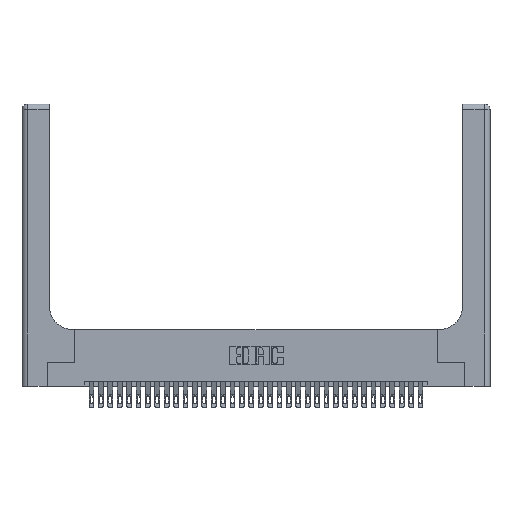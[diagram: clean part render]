
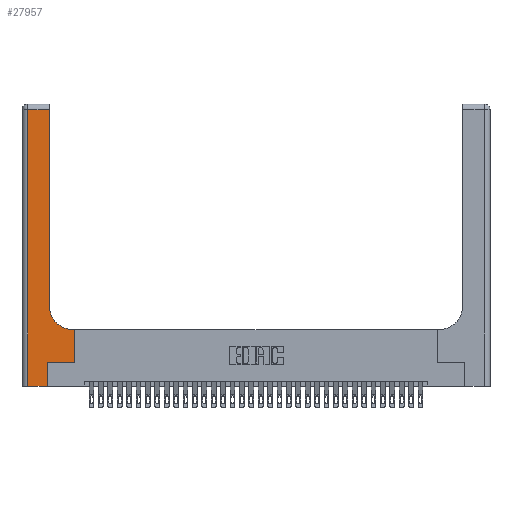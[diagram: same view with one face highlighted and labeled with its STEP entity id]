
A CAD part, top view. The second image highlights one B-rep face of the part: STEP entity #27957.
In plain terms, the highlighted planar face has unit normal (0, 0, 1).
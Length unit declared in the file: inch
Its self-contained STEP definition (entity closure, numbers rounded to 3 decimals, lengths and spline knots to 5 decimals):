
#272 = AXIS2_PLACEMENT_3D ( 'NONE', #11049, #13599, #29706 ) ;
#393 = ORIENTED_EDGE ( 'NONE', *, *, #27620, .T. ) ;
#650 = VERTEX_POINT ( 'NONE', #21525 ) ;
#1725 = EDGE_CURVE ( 'NONE', #33881, #8242, #13114, .T. ) ;
#2762 = CARTESIAN_POINT ( 'NONE',  ( 0., 2.94, 0.37 ) ) ;
#2793 = VECTOR ( 'NONE', #20430, 39.37008 ) ;
#2868 = DIRECTION ( 'NONE',  ( -1., 0., 0. ) ) ;
#3220 = VERTEX_POINT ( 'NONE', #6421 ) ;
#3566 = ORIENTED_EDGE ( 'NONE', *, *, #6371, .T. ) ;
#4383 = CARTESIAN_POINT ( 'NONE',  ( 0., 0., 0.37 ) ) ;
#5455 = CARTESIAN_POINT ( 'NONE',  ( 0.2915, 0.6, 0.37 ) ) ;
#6371 = EDGE_CURVE ( 'NONE', #14912, #31823, #16065, .T. ) ;
#6421 = CARTESIAN_POINT ( 'NONE',  ( 0.5585, 0.6, 0.37 ) ) ;
#7072 = VECTOR ( 'NONE', #27138, 39.37008 ) ;
#8094 = DIRECTION ( 'NONE',  ( -1., 0., 0. ) ) ;
#8242 = VERTEX_POINT ( 'NONE', #14882 ) ;
#9504 = CARTESIAN_POINT ( 'NONE',  ( 0.2915, 0.85, 0.37 ) ) ;
#10093 = FACE_OUTER_BOUND ( 'NONE', #20699, .T. ) ;
#10128 = LINE ( 'NONE', #22769, #23412 ) ;
#10852 = EDGE_CURVE ( 'NONE', #21199, #3220, #33846, .T. ) ;
#11049 = CARTESIAN_POINT ( 'NONE',  ( 0.5415, 0.85, 0.37 ) ) ;
#11181 = ORIENTED_EDGE ( 'NONE', *, *, #19369, .T. ) ;
#11593 = CARTESIAN_POINT ( 'NONE',  ( 0.5585, 0.25, 0.37 ) ) ;
#11930 = LINE ( 'NONE', #32680, #32370 ) ;
#12152 = CARTESIAN_POINT ( 'NONE',  ( 0.06, 3., 0.37 ) ) ;
#13114 = LINE ( 'NONE', #4383, #32691 ) ;
#13324 = PLANE ( 'NONE',  #20029 ) ;
#13599 = DIRECTION ( 'NONE',  ( 0., 0., -1. ) ) ;
#14096 = LINE ( 'NONE', #16088, #7072 ) ;
#14882 = CARTESIAN_POINT ( 'NONE',  ( 0.269, 0., 0.37 ) ) ;
#14912 = VERTEX_POINT ( 'NONE', #19570 ) ;
#16021 = DIRECTION ( 'NONE',  ( 0., 0., -1. ) ) ;
#16065 = CIRCLE ( 'NONE', #272, 0.25 ) ;
#16088 = CARTESIAN_POINT ( 'NONE',  ( 0.2915, 3., 0.37 ) ) ;
#16158 = VECTOR ( 'NONE', #2868, 39.37008 ) ;
#16460 = DIRECTION ( 'NONE',  ( 1., 0., 0. ) ) ;
#16554 = CARTESIAN_POINT ( 'NONE',  ( 0.5585, 0.25, 0.37 ) ) ;
#18472 = LINE ( 'NONE', #5455, #33103 ) ;
#19369 = EDGE_CURVE ( 'NONE', #32090, #21199, #11930, .T. ) ;
#19570 = CARTESIAN_POINT ( 'NONE',  ( 0.5415, 0.6, 0.37 ) ) ;
#19592 = VECTOR ( 'NONE', #22407, 39.37008 ) ;
#20029 = AXIS2_PLACEMENT_3D ( 'NONE', #32007, #16021, #8094 ) ;
#20430 = DIRECTION ( 'NONE',  ( 0., -1., 0. ) ) ;
#20699 = EDGE_LOOP ( 'NONE', ( #26717, #31387, #23446, #25582, #393, #11181, #32746, #30784, #3566 ) ) ;
#20755 = CARTESIAN_POINT ( 'NONE',  ( 0.06, 0., 0.37 ) ) ;
#21199 = VERTEX_POINT ( 'NONE', #16554 ) ;
#21525 = CARTESIAN_POINT ( 'NONE',  ( 0.2915, 2.94, 0.37 ) ) ;
#22407 = DIRECTION ( 'NONE',  ( 0., 1., 0. ) ) ;
#22769 = CARTESIAN_POINT ( 'NONE',  ( 0.269, 0., 0.37 ) ) ;
#23240 = LINE ( 'NONE', #2762, #16158 ) ;
#23412 = VECTOR ( 'NONE', #30624, 39.37008 ) ;
#23446 = ORIENTED_EDGE ( 'NONE', *, *, #24865, .T. ) ;
#23456 = EDGE_CURVE ( 'NONE', #31823, #650, #14096, .T. ) ;
#24018 = EDGE_CURVE ( 'NONE', #650, #31833, #23240, .T. ) ;
#24607 = DIRECTION ( 'NONE',  ( -1., 0., 0. ) ) ;
#24865 = EDGE_CURVE ( 'NONE', #31833, #33881, #27808, .T. ) ;
#25582 = ORIENTED_EDGE ( 'NONE', *, *, #1725, .T. ) ;
#25827 = DIRECTION ( 'NONE',  ( 1., 0., 0. ) ) ;
#26605 = CARTESIAN_POINT ( 'NONE',  ( 0.269, 0.25, 0.37 ) ) ;
#26717 = ORIENTED_EDGE ( 'NONE', *, *, #23456, .T. ) ;
#27138 = DIRECTION ( 'NONE',  ( 0., 1., 0. ) ) ;
#27620 = EDGE_CURVE ( 'NONE', #8242, #32090, #10128, .T. ) ;
#27808 = LINE ( 'NONE', #12152, #2793 ) ;
#27957 = ADVANCED_FACE ( 'NONE', ( #10093 ), #13324, .F. ) ;
#29706 = DIRECTION ( 'NONE',  ( 1., 0., 0. ) ) ;
#30624 = DIRECTION ( 'NONE',  ( 0., 1., 0. ) ) ;
#30784 = ORIENTED_EDGE ( 'NONE', *, *, #31572, .T. ) ;
#31387 = ORIENTED_EDGE ( 'NONE', *, *, #24018, .T. ) ;
#31572 = EDGE_CURVE ( 'NONE', #3220, #14912, #18472, .T. ) ;
#31823 = VERTEX_POINT ( 'NONE', #9504 ) ;
#31833 = VERTEX_POINT ( 'NONE', #33734 ) ;
#32007 = CARTESIAN_POINT ( 'NONE',  ( 0., 3., 0.37 ) ) ;
#32090 = VERTEX_POINT ( 'NONE', #26605 ) ;
#32370 = VECTOR ( 'NONE', #16460, 39.37008 ) ;
#32680 = CARTESIAN_POINT ( 'NONE',  ( 0.269, 0.25, 0.37 ) ) ;
#32691 = VECTOR ( 'NONE', #25827, 39.37008 ) ;
#32746 = ORIENTED_EDGE ( 'NONE', *, *, #10852, .T. ) ;
#33103 = VECTOR ( 'NONE', #24607, 39.37008 ) ;
#33734 = CARTESIAN_POINT ( 'NONE',  ( 0.06, 2.94, 0.37 ) ) ;
#33846 = LINE ( 'NONE', #11593, #19592 ) ;
#33881 = VERTEX_POINT ( 'NONE', #20755 ) ;
